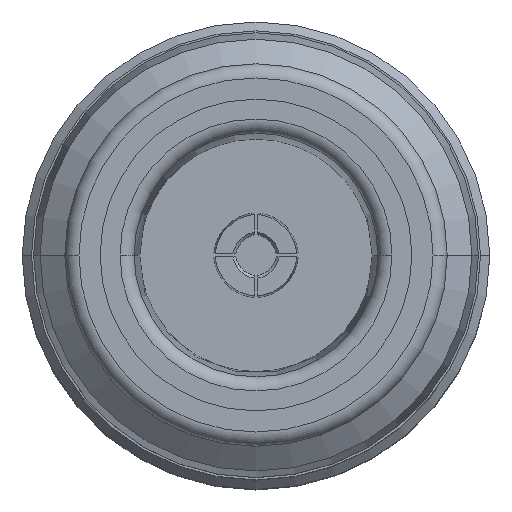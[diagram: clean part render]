
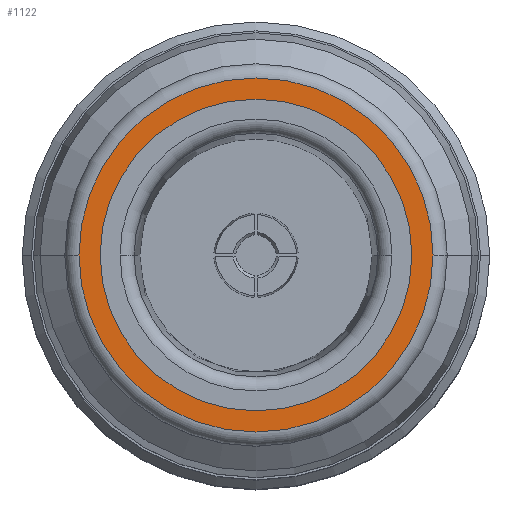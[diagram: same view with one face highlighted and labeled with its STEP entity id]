
A CAD part, top view. The second image highlights one B-rep face of the part: STEP entity #1122.
In plain terms, the highlighted planar face has unit normal (0, 0, 1).
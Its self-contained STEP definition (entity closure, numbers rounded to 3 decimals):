
#8 = EDGE_LOOP ( 'NONE', ( #3448, #3426 ) ) ;
#11 = DIRECTION ( 'NONE',  ( 0., 0., 1. ) ) ;
#52 = EDGE_CURVE ( 'NONE', #1996, #1035, #1599, .T. ) ;
#132 = CARTESIAN_POINT ( 'NONE',  ( 0., 0., 0. ) ) ;
#157 = CARTESIAN_POINT ( 'NONE',  ( -6.25, 0., 0. ) ) ;
#349 = ORIENTED_EDGE ( 'NONE', *, *, #52, .F. ) ;
#363 = DIRECTION ( 'NONE',  ( 0., 0., 1. ) ) ;
#464 = CARTESIAN_POINT ( 'NONE',  ( 6.25, 0., 0. ) ) ;
#590 = CARTESIAN_POINT ( 'NONE',  ( 5.5, 0., 0. ) ) ;
#675 = AXIS2_PLACEMENT_3D ( 'NONE', #3372, #363, #873 ) ;
#724 = CARTESIAN_POINT ( 'NONE',  ( 0., 0., 0. ) ) ;
#756 = DIRECTION ( 'NONE',  ( 1., 0., 0. ) ) ;
#773 = DIRECTION ( 'NONE',  ( 0., 0., -1. ) ) ;
#873 = DIRECTION ( 'NONE',  ( 1., 0., 0. ) ) ;
#907 = AXIS2_PLACEMENT_3D ( 'NONE', #1840, #11, #756 ) ;
#1035 = VERTEX_POINT ( 'NONE', #1818 ) ;
#1086 = CARTESIAN_POINT ( 'NONE',  ( 0., 0., 0. ) ) ;
#1109 = EDGE_CURVE ( 'NONE', #2898, #2403, #1504, .T. ) ;
#1122 = ADVANCED_FACE ( 'NONE', ( #2928, #2207 ), #3443, .F. ) ;
#1330 = EDGE_CURVE ( 'NONE', #2403, #2898, #2501, .T. ) ;
#1346 = ORIENTED_EDGE ( 'NONE', *, *, #2331, .F. ) ;
#1502 = AXIS2_PLACEMENT_3D ( 'NONE', #132, #3397, #3408 ) ;
#1504 = CIRCLE ( 'NONE', #907, 6.25 ) ;
#1599 = CIRCLE ( 'NONE', #675, 5.5 ) ;
#1818 = CARTESIAN_POINT ( 'NONE',  ( -5.5, 0., 0. ) ) ;
#1840 = CARTESIAN_POINT ( 'NONE',  ( 0., 0., 0. ) ) ;
#1996 = VERTEX_POINT ( 'NONE', #590 ) ;
#2207 = FACE_OUTER_BOUND ( 'NONE', #8, .T. ) ;
#2331 = EDGE_CURVE ( 'NONE', #1035, #1996, #3297, .T. ) ;
#2403 = VERTEX_POINT ( 'NONE', #464 ) ;
#2497 = AXIS2_PLACEMENT_3D ( 'NONE', #724, #2551, #3425 ) ;
#2501 = CIRCLE ( 'NONE', #1502, 6.25 ) ;
#2551 = DIRECTION ( 'NONE',  ( 0., 0., 1. ) ) ;
#2898 = VERTEX_POINT ( 'NONE', #157 ) ;
#2928 = FACE_BOUND ( 'NONE', #3079, .T. ) ;
#3079 = EDGE_LOOP ( 'NONE', ( #349, #1346 ) ) ;
#3185 = DIRECTION ( 'NONE',  ( -1., 0., 0. ) ) ;
#3229 = AXIS2_PLACEMENT_3D ( 'NONE', #1086, #773, #3185 ) ;
#3297 = CIRCLE ( 'NONE', #2497, 5.5 ) ;
#3372 = CARTESIAN_POINT ( 'NONE',  ( 0., 0., 0. ) ) ;
#3397 = DIRECTION ( 'NONE',  ( 0., 0., 1. ) ) ;
#3408 = DIRECTION ( 'NONE',  ( 1., 0., 0. ) ) ;
#3425 = DIRECTION ( 'NONE',  ( 1., 0., 0. ) ) ;
#3426 = ORIENTED_EDGE ( 'NONE', *, *, #1109, .T. ) ;
#3443 = PLANE ( 'NONE',  #3229 ) ;
#3448 = ORIENTED_EDGE ( 'NONE', *, *, #1330, .T. ) ;
